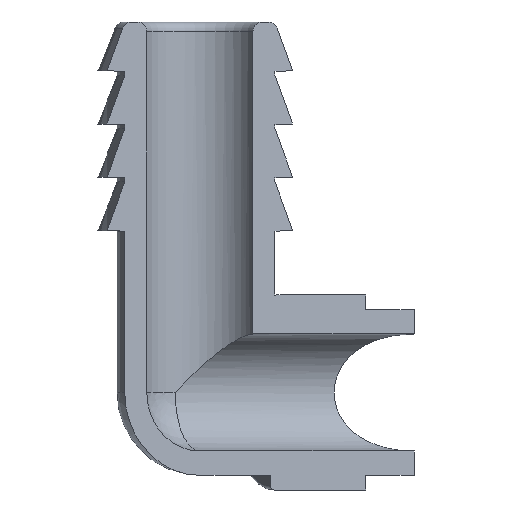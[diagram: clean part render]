
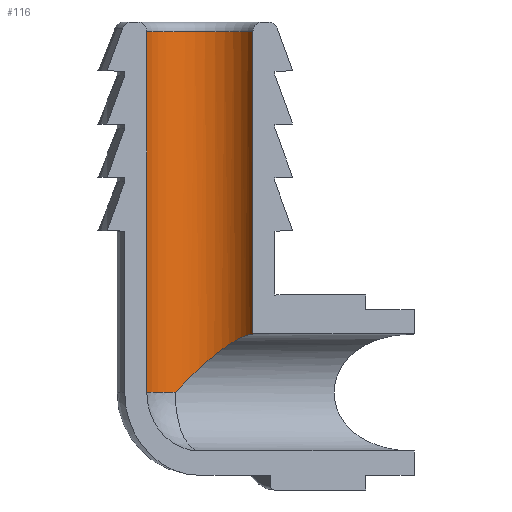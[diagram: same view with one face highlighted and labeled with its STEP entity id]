
A CAD part, left-side view. The second image highlights one B-rep face of the part: STEP entity #116.
In plain terms, the highlighted cylindrical face has radius 3 mm (diameter 6 mm), a partial arc.
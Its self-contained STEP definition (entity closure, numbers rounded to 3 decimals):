
#116=ADVANCED_FACE('',(#354),#356,.F.);
#354=FACE_BOUND('',#355,.T.);
#355=EDGE_LOOP('',(#529,#530,#531,#532,#533));
#356=CYLINDRICAL_SURFACE('',#357,3.);
#357=AXIS2_PLACEMENT_3D('',#358,#359,#360);
#358=CARTESIAN_POINT('',(-27.684,16.403,-4.5));
#359=DIRECTION('',(0.,0.,1.));
#360=DIRECTION('',(-1.,0.,0.));
#529=ORIENTED_EDGE('',*,*,#681,.T.);
#530=ORIENTED_EDGE('',*,*,#660,.F.);
#531=ORIENTED_EDGE('',*,*,#682,.T.);
#532=ORIENTED_EDGE('',*,*,#672,.T.);
#533=ORIENTED_EDGE('',*,*,#676,.T.);
#660=EDGE_CURVE('',#740,#735,#742,.F.);
#672=EDGE_CURVE('',#764,#765,#766,.T.);
#676=EDGE_CURVE('',#765,#770,#772,.F.);
#681=EDGE_CURVE('',#770,#735,#779,.T.);
#682=EDGE_CURVE('',#740,#764,#780,.F.);
#735=VERTEX_POINT('',#865);
#740=VERTEX_POINT('',#876);
#742=CIRCLE('',#881,3.);
#764=VERTEX_POINT('',#1232);
#765=VERTEX_POINT('',#1233);
#766=CIRCLE('',#1234,3.);
#770=VERTEX_POINT('',#1247);
#772=(BOUNDED_CURVE()B_SPLINE_CURVE(3,
(#1251,#1252,#1253,#1254),
.UNSPECIFIED.,.F.,.F.)B_SPLINE_CURVE_WITH_KNOTS((4,4),
(0.,1.),
.UNSPECIFIED.)CURVE()GEOMETRIC_REPRESENTATION_ITEM()RATIONAL_B_SPLINE_CURVE((1.,
0.805,0.805,1.))REPRESENTATION_ITEM(''));
#779=LINE('',#1379,#1380);
#780=LINE('',#1382,#1383);
#865=CARTESIAN_POINT('',(-26.416,13.684,14.));
#876=CARTESIAN_POINT('',(-28.951,19.122,14.));
#881=AXIS2_PLACEMENT_3D('',#882,#883,#884);
#882=CARTESIAN_POINT('',(-27.684,16.403,14.));
#883=DIRECTION('',(0.,0.,1.));
#884=DIRECTION('',(0.423,-0.906,0.));
#1232=CARTESIAN_POINT('',(-28.951,19.122,-4.5));
#1233=CARTESIAN_POINT('',(-24.965,17.671,-4.5));
#1234=AXIS2_PLACEMENT_3D('',#1235,#1236,#1237);
#1235=CARTESIAN_POINT('',(-27.684,16.403,-4.5));
#1236=DIRECTION('',(0.,0.,-1.));
#1237=DIRECTION('',(-0.423,0.906,0.));
#1247=CARTESIAN_POINT('',(-26.416,13.684,-1.5));
#1251=CARTESIAN_POINT('',(-26.416,13.684,-1.5));
#1252=CARTESIAN_POINT('',(-24.823,14.426,-1.5));
#1253=CARTESIAN_POINT('',(-24.222,16.078,-2.743));
#1254=CARTESIAN_POINT('',(-24.965,17.671,-4.5));
#1379=CARTESIAN_POINT('',(-26.416,13.684,-1.5));
#1380=VECTOR('',#1381,1.);
#1381=DIRECTION('',(0.,0.,1.));
#1382=CARTESIAN_POINT('',(-28.951,19.122,-4.5));
#1383=VECTOR('',#1384,1.);
#1384=DIRECTION('',(0.,0.,1.));
